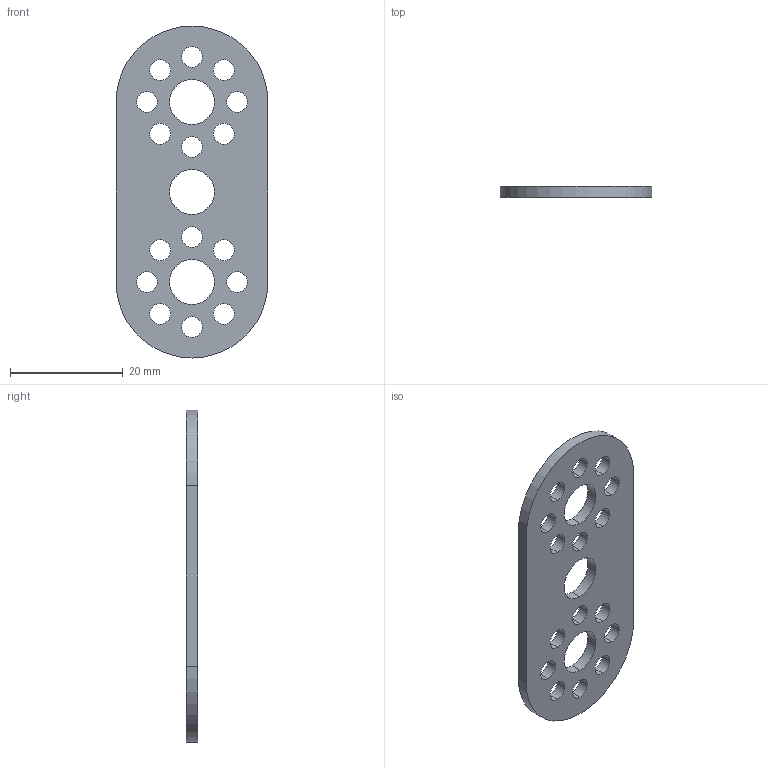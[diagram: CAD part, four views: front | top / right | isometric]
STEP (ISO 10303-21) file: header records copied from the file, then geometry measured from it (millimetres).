
FILE_DESCRIPTION (( 'STEP AP214' ), '1' );
FILE_NAME ('39274_TXM-Flat64mmx26mm.STEP', '2017-02-01T20:52:39', ( '' ), ( '' ), 'SwSTEP 2.0', 'SolidWorks 2016', '' );
FILE_SCHEMA (( 'AUTOMOTIVE_DESIGN' ));
Length unit declared in the file: millimetre
Products named in the file (2): 39274_TXM-Flat64mmx26mm
Bounding box: 27 x 2 x 59 mm (x, y, z)
Volume: 2227.5 mm3; surface area: 3047.9 mm2
Topology: 1 solids, 1 shells, 45 faces, 129 edges, 86 vertices
Faces by surface type: cylinder 41, plane 4
Entity records: 1650 total; most frequent: DIRECTION 305, CARTESIAN_POINT 262, ORIENTED_EDGE 258, AXIS2_PLACEMENT_3D 129, EDGE_CURVE 129, VERTEX_POINT 86, EDGE_LOOP 83, CIRCLE 82
